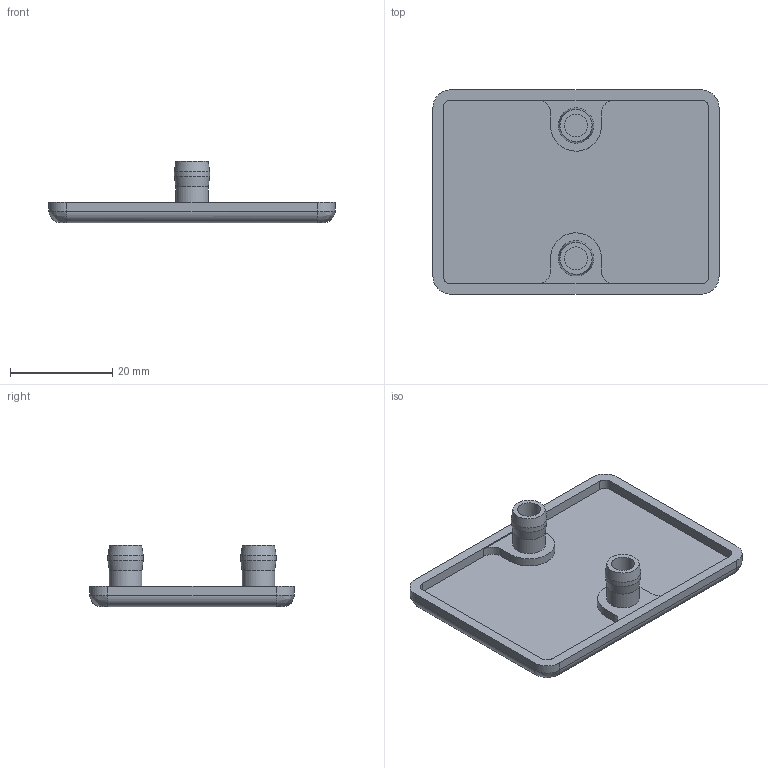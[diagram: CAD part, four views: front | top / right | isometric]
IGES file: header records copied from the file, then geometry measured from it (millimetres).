
Global section: file name: SZ0070S-A; native system: Autodesk Inventor 2015; preprocessor: unknown; author: M. Kaa; date: 20151124.161610; units: millimetre
Bounding box: 56 x 40 x 12 mm (x, y, z)
Volume: 5590.7 mm3; surface area: 5991.1 mm2
Topology: 1 solids, 1 shells, 53 faces, 138 edges, 92 vertices
Faces by surface type: bspline 53
